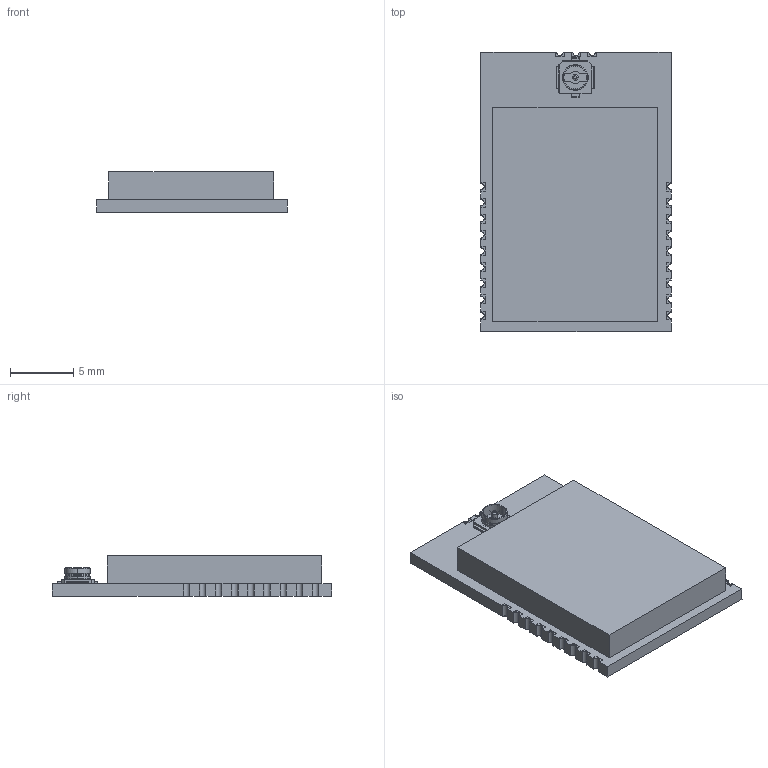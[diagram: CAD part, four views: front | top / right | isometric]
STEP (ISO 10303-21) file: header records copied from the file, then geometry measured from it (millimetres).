
FILE_DESCRIPTION((''),'2;1');
FILE_NAME('S2-LP-0402_ASM','2020-05-18T',('zyj'),(''),'PRO/ENGINEER BY PARAMETRIC TECHNOLOGY CORPORATION, 2009440','PRO/ENGINEER BY PARAMETRIC TECHNOLOGY CORPORATION, 2009440','');
FILE_SCHEMA(('AUTOMOTIVE_DESIGN { 1 0 10303 214 1 1 1 1 }'));
Length unit declared in the file: millimetre
Products named in the file (12): BOARD; P; P0; PCB_ASM; Z; MANIFOLD_SOLID_BREP_35968; MANIFOLD_SOLID_BREP_36563; MANIFOLD_SOLID_BREP_36971; MANIFOLD_SOLID_BREP_37634; MANIFOLD_SOLID_BREP_38050; U_FL_ANTENNA_CONNECTOR_-_523-A-_ASM; S2-LP-0402_ASM
Assembly tree (19 placements, depth 3):
  S2-LP-0402_ASM
    PCB_ASM
      BOARD
      P  x9
      P0
    Z
    U_FL_ANTENNA_CONNECTOR_-_523-A-_ASM
      MANIFOLD_SOLID_BREP_35968
      MANIFOLD_SOLID_BREP_36563
      MANIFOLD_SOLID_BREP_36971
      MANIFOLD_SOLID_BREP_37634
      MANIFOLD_SOLID_BREP_38050
Bounding box: 14.99 x 22 x 3.2 mm (x, y, z)
Volume: 813.8 mm3; surface area: 1347.8 mm2
Topology: 28 solids, 28 shells, 304 faces, 715 edges, 470 vertices
Faces by surface type: plane 221, cylinder 71, torus 6, cone 6
Entity records: 7846 total; most frequent: CARTESIAN_POINT 995, DIRECTION 989, ORIENTED_EDGE 854, PRESENTATION_STYLE_ASSIGNMENT 509, STYLED_ITEM 439, CURVE_STYLE 427, EDGE_CURVE 427, AXIS2_PLACEMENT_3D 343
